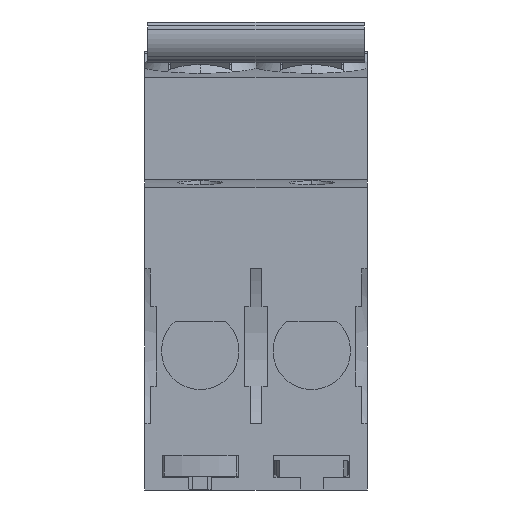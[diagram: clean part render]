
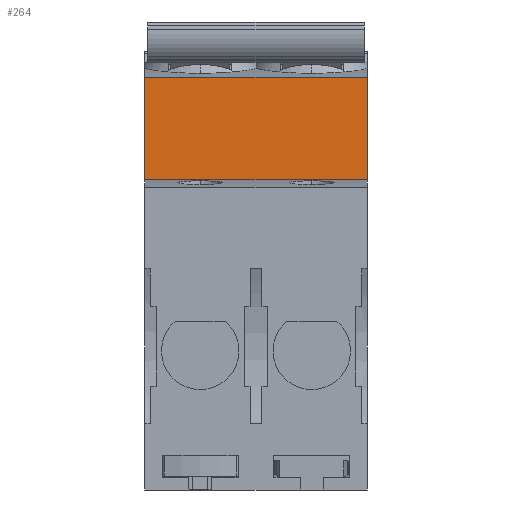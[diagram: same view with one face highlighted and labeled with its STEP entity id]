
A CAD part, front view. The second image highlights one B-rep face of the part: STEP entity #264.
In plain terms, the highlighted planar face has unit normal (0, -1, 0).
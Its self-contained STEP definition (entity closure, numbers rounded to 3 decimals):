
#264=ADVANCED_FACE('',(#903),#904,.T.);
#903=FACE_OUTER_BOUND('',#1998,.T.);
#904=PLANE('',#1999);
#1998=EDGE_LOOP('',(#3605,#3606,#3607,#3608));
#1999=AXIS2_PLACEMENT_3D('',#3609,#3610,#3611);
#3605=ORIENTED_EDGE('',*,*,#7463,.T.);
#3606=ORIENTED_EDGE('',*,*,#7664,.T.);
#3607=ORIENTED_EDGE('',*,*,#7552,.F.);
#3608=ORIENTED_EDGE('',*,*,#7665,.T.);
#3609=CARTESIAN_POINT('',(0.5,20.901,-5.936));
#3610=DIRECTION('',(0.0,-1.0,0.0));
#3611=DIRECTION('',(0.0,0.0,-1.0));
#7463=EDGE_CURVE('',#9001,#8999,#9002,.T.);
#7552=EDGE_CURVE('',#9150,#9152,#9153,.T.);
#7664=EDGE_CURVE('',#8999,#9152,#9339,.T.);
#7665=EDGE_CURVE('',#9150,#9001,#9340,.T.);
#8999=VERTEX_POINT('',#11517);
#9001=VERTEX_POINT('',#11520);
#9002=LINE('',#11521,#11522);
#9150=VERTEX_POINT('',#11707);
#9152=VERTEX_POINT('',#11709);
#9153=LINE('',#11710,#11711);
#9339=LINE('',#12091,#12092);
#9340=LINE('',#12093,#12094);
#11517=CARTESIAN_POINT('',(0.5,20.901,-22.065));
#11520=CARTESIAN_POINT('',(0.5,20.901,-5.931));
#11521=CARTESIAN_POINT('',(0.5,20.901,-5.931));
#11522=VECTOR('',#15278,16.135);
#11707=CARTESIAN_POINT('',(35.9,20.901,-5.931));
#11709=CARTESIAN_POINT('',(35.9,20.901,-22.065));
#11710=CARTESIAN_POINT('',(35.9,20.901,-5.931));
#11711=VECTOR('',#15488,16.135);
#12091=CARTESIAN_POINT('',(0.5,20.901,-22.065));
#12092=VECTOR('',#15682,35.4);
#12093=CARTESIAN_POINT('',(35.9,20.901,-5.931));
#12094=VECTOR('',#15683,35.4);
#15278=DIRECTION('',(0.0,0.0,-1.0));
#15488=DIRECTION('',(0.0,0.0,-1.0));
#15682=DIRECTION('',(1.0,0.0,0.0));
#15683=DIRECTION('',(-1.0,0.0,0.0));
